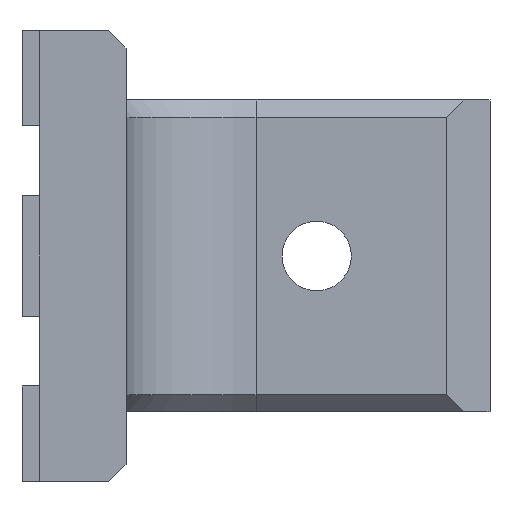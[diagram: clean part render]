
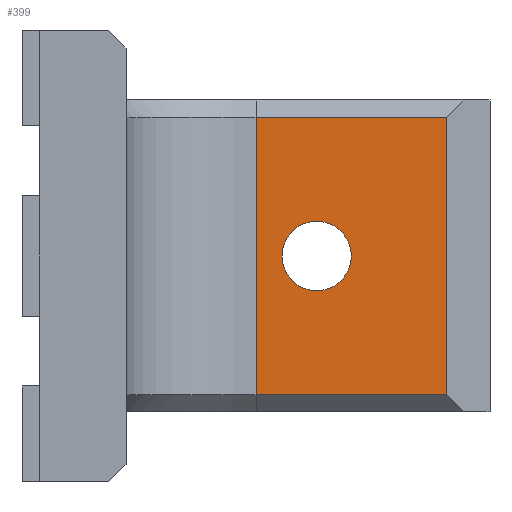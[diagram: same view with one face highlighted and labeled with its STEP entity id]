
A CAD part, front view. The second image highlights one B-rep face of the part: STEP entity #399.
In plain terms, the highlighted planar face has unit normal (0, -1, 0).
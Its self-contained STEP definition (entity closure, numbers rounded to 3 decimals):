
#14 = VERTEX_POINT ( 'NONE', #1019 ) ;
#27 = EDGE_CURVE ( 'NONE', #751, #1337, #301, .T. ) ;
#41 = EDGE_CURVE ( 'NONE', #790, #1495, #911, .T. ) ;
#45 = DIRECTION ( 'NONE',  ( -1., 0., 0. ) ) ;
#160 = CARTESIAN_POINT ( 'NONE',  ( 15., 0., 16. ) ) ;
#277 = DIRECTION ( 'NONE',  ( 0., -1., 0. ) ) ;
#301 = LINE ( 'NONE', #1485, #519 ) ;
#310 = ORIENTED_EDGE ( 'NONE', *, *, #777, .F. ) ;
#342 = VECTOR ( 'NONE', #851, 1000. ) ;
#375 = EDGE_LOOP ( 'NONE', ( #1246, #1343, #1185, #503 ) ) ;
#379 = LINE ( 'NONE', #760, #342 ) ;
#399 = ADVANCED_FACE ( 'NONE', ( #514, #987 ), #1454, .F. ) ;
#400 = CARTESIAN_POINT ( 'NONE',  ( 20., 0., 18. ) ) ;
#430 = EDGE_CURVE ( 'NONE', #1022, #751, #1159, .T. ) ;
#443 = AXIS2_PLACEMENT_3D ( 'NONE', #538, #1011, #772 ) ;
#503 = ORIENTED_EDGE ( 'NONE', *, *, #1449, .T. ) ;
#514 = FACE_BOUND ( 'NONE', #886, .T. ) ;
#519 = VECTOR ( 'NONE', #778, 1000. ) ;
#538 = CARTESIAN_POINT ( 'NONE',  ( 0., 0., 0. ) ) ;
#546 = CARTESIAN_POINT ( 'NONE',  ( 15., 0., 18. ) ) ;
#620 = VECTOR ( 'NONE', #947, 1000. ) ;
#639 = CARTESIAN_POINT ( 'NONE',  ( 4., 0., 0. ) ) ;
#671 = CARTESIAN_POINT ( 'NONE',  ( -4., 0., 0. ) ) ;
#751 = VERTEX_POINT ( 'NONE', #160 ) ;
#760 = CARTESIAN_POINT ( 'NONE',  ( 15., 0., -16. ) ) ;
#772 = DIRECTION ( 'NONE',  ( -1., 0., 0. ) ) ;
#777 = EDGE_CURVE ( 'NONE', #1495, #790, #960, .T. ) ;
#778 = DIRECTION ( 'NONE',  ( -1., 0., 0. ) ) ;
#790 = VERTEX_POINT ( 'NONE', #671 ) ;
#811 = CARTESIAN_POINT ( 'NONE',  ( -7., 0., 16. ) ) ;
#843 = LINE ( 'NONE', #1518, #620 ) ;
#851 = DIRECTION ( 'NONE',  ( 1., 0., 0. ) ) ;
#886 = EDGE_LOOP ( 'NONE', ( #1151, #310 ) ) ;
#911 = CIRCLE ( 'NONE', #443, 4. ) ;
#947 = DIRECTION ( 'NONE',  ( 0., 0., -1. ) ) ;
#954 = EDGE_CURVE ( 'NONE', #1337, #14, #843, .T. ) ;
#960 = CIRCLE ( 'NONE', #1109, 4. ) ;
#987 = FACE_OUTER_BOUND ( 'NONE', #375, .T. ) ;
#1011 = DIRECTION ( 'NONE',  ( 0., -1., 0. ) ) ;
#1019 = CARTESIAN_POINT ( 'NONE',  ( -7., 0., -16. ) ) ;
#1022 = VERTEX_POINT ( 'NONE', #1093 ) ;
#1093 = CARTESIAN_POINT ( 'NONE',  ( 15., 0., -16. ) ) ;
#1109 = AXIS2_PLACEMENT_3D ( 'NONE', #1331, #277, #45 ) ;
#1151 = ORIENTED_EDGE ( 'NONE', *, *, #41, .F. ) ;
#1159 = LINE ( 'NONE', #546, #1209 ) ;
#1185 = ORIENTED_EDGE ( 'NONE', *, *, #954, .T. ) ;
#1209 = VECTOR ( 'NONE', #1350, 1000. ) ;
#1246 = ORIENTED_EDGE ( 'NONE', *, *, #430, .T. ) ;
#1331 = CARTESIAN_POINT ( 'NONE',  ( 0., 0., 0. ) ) ;
#1337 = VERTEX_POINT ( 'NONE', #811 ) ;
#1343 = ORIENTED_EDGE ( 'NONE', *, *, #27, .T. ) ;
#1350 = DIRECTION ( 'NONE',  ( 0., 0., 1. ) ) ;
#1449 = EDGE_CURVE ( 'NONE', #14, #1022, #379, .T. ) ;
#1454 = PLANE ( 'NONE',  #1521 ) ;
#1476 = DIRECTION ( 'NONE',  ( -1., 0., 0. ) ) ;
#1485 = CARTESIAN_POINT ( 'NONE',  ( 20., 0., 16. ) ) ;
#1491 = DIRECTION ( 'NONE',  ( 0., 1., 0. ) ) ;
#1495 = VERTEX_POINT ( 'NONE', #639 ) ;
#1518 = CARTESIAN_POINT ( 'NONE',  ( -7., 0., -18. ) ) ;
#1521 = AXIS2_PLACEMENT_3D ( 'NONE', #400, #1491, #1476 ) ;
